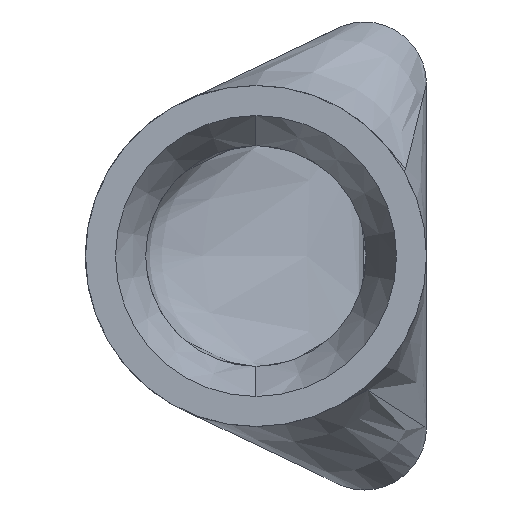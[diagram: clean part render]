
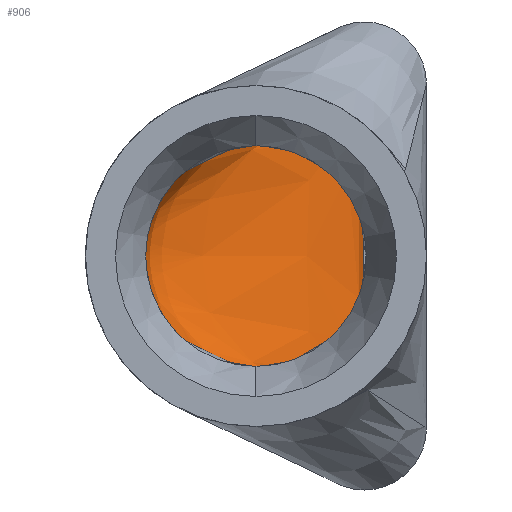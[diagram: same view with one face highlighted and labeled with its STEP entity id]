
A CAD part, left-side view. The second image highlights one B-rep face of the part: STEP entity #906.
In plain terms, the highlighted free-form (B-spline) face has degree [3, 3] with [9, 4] control points.
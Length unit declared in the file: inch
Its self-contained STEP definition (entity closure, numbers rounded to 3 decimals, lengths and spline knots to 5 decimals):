
#17 = ORIENTED_EDGE ( 'NONE', *, *, #105, .T. ) ;
#32 = CARTESIAN_POINT ( 'NONE',  ( 1.17834, 0.48488, -0.16968 ) ) ;
#38 = CARTESIAN_POINT ( 'NONE',  ( 1.44, 0.1275, -0.31625 ) ) ;
#48 = CARTESIAN_POINT ( 'NONE',  ( 1.44, 0.1275, -0.345 ) ) ;
#52 = CARTESIAN_POINT ( 'NONE',  ( 1.44, 0.1275, 0.31625 ) ) ;
#58 = CARTESIAN_POINT ( 'NONE',  ( 1.44, 0.1275, 0.345 ) ) ;
#66 = CARTESIAN_POINT ( 'NONE',  ( 1.18221, 0.55313, -0.0808 ) ) ;
#105 = EDGE_CURVE ( 'NONE', #288, #1001, #776, .T. ) ;
#111 = CARTESIAN_POINT ( 'NONE',  ( 1.09, 0.55313, -0.0808 ) ) ;
#131 = CARTESIAN_POINT ( 'NONE',  ( 1.09, 0.48488, 0.16969 ) ) ;
#145 = CARTESIAN_POINT ( 'NONE',  ( 1.09, 0.48488, -0.16969 ) ) ;
#151 = CARTESIAN_POINT ( 'NONE',  ( 1.34605, 0.1275, 0. ) ) ;
#156 = CARTESIAN_POINT ( 'NONE',  ( 1.17883, 0.49742, -0.15916 ) ) ;
#166 = CARTESIAN_POINT ( 'NONE',  ( 1.17883, 0.49742, 0.15916 ) ) ;
#211 = VERTEX_POINT ( 'NONE', #565 ) ;
#213 = CARTESIAN_POINT ( 'NONE',  ( 1.09, 0.48488, -0.16969 ) ) ;
#248 = EDGE_CURVE ( 'NONE', #288, #1185, #657, .T. ) ;
#255 = CARTESIAN_POINT ( 'NONE',  ( 1.09, 0.48488, 0.16968 ) ) ;
#260 = CARTESIAN_POINT ( 'NONE',  ( 1.44, 0.1275, -0.14375 ) ) ;
#288 = VERTEX_POINT ( 'NONE', #131 ) ;
#305 = CARTESIAN_POINT ( 'NONE',  ( 1.35166, 0.1275, -0.345 ) ) ;
#316 = CARTESIAN_POINT ( 'NONE',  ( 1.44, 0.1275, 0.25875 ) ) ;
#324 = CARTESIAN_POINT ( 'NONE',  ( 1.17834, 0.48488, -0.16968 ) ) ;
#344 = CARTESIAN_POINT ( 'NONE',  ( 1.35117, 0.1275, -0.31625 ) ) ;
#352 = CARTESIAN_POINT ( 'NONE',  ( 1.09, 0.49742, -0.15916 ) ) ;
#421 = CARTESIAN_POINT ( 'NONE',  ( 1.18395, 0.57128, 0.00001 ) ) ;
#432 = CARTESIAN_POINT ( 'NONE',  ( 1.09, 0.55314, 0.08078 ) ) ;
#457 = CARTESIAN_POINT ( 'NONE',  ( 1.44, 0.1275, 0.345 ) ) ;
#501 = CARTESIAN_POINT ( 'NONE',  ( 1.44, 0.1275, 0. ) ) ;
#513 = CARTESIAN_POINT ( 'NONE',  ( 1.17981, 0.51984, -0.13553 ) ) ;
#530 = CARTESIAN_POINT ( 'NONE',  ( 1.44, 0.1275, 0.14375 ) ) ;
#535 = ORIENTED_EDGE ( 'NONE', *, *, #885, .T. ) ;
#565 = CARTESIAN_POINT ( 'NONE',  ( 1.44, 0.1275, -0.345 ) ) ;
#568 = CARTESIAN_POINT ( 'NONE',  ( 1.09, 0.57128, 0.00001 ) ) ;
#570 = CARTESIAN_POINT ( 'NONE',  ( 1.09, 0.48488, 0.16969 ) ) ;
#574 = CARTESIAN_POINT ( 'NONE',  ( 1.09, 0.51984, -0.13553 ) ) ;
#602 = CARTESIAN_POINT ( 'NONE',  ( 1.18221, 0.55314, 0.08078 ) ) ;
#615 = CARTESIAN_POINT ( 'NONE',  ( 1.35166, 0.1275, 0.345 ) ) ;
#622 = CARTESIAN_POINT ( 'NONE',  ( 1.44, 0.1275, 0.25875 ) ) ;
#657 = B_SPLINE_CURVE_WITH_KNOTS ( 'NONE', 3,
 ( #570, #947, #1016, #457 ),
 .UNSPECIFIED., .F., .F.,
 ( 4, 4 ),
 ( 0., 1. ),
 .UNSPECIFIED. ) ;
#660 = CARTESIAN_POINT ( 'NONE',  ( 1.09, 0.55314, 0.08078 ) ) ;
#663 = CARTESIAN_POINT ( 'NONE',  ( 1.44, 0.1275, -0.14375 ) ) ;
#665 = EDGE_LOOP ( 'NONE', ( #17, #801, #535, #853 ) ) ;
#676 = FACE_OUTER_BOUND ( 'NONE', #665, .T. ) ;
#689 = CARTESIAN_POINT ( 'NONE',  ( 1.35166, 0.1275, -0.345 ) ) ;
#694 = CARTESIAN_POINT ( 'NONE',  ( 1.34779, 0.1275, -0.14375 ) ) ;
#712 = CARTESIAN_POINT ( 'NONE',  ( 1.09, 0.57128, 0.00001 ) ) ;
#719 = CARTESIAN_POINT ( 'NONE',  ( 1.09, 0.51984, 0.13554 ) ) ;
#723 = B_SPLINE_CURVE_WITH_KNOTS ( 'NONE', 3,
 ( #869, #32, #305, #971 ),
 .UNSPECIFIED., .F., .F.,
 ( 4, 4 ),
 ( 0., 1. ),
 .UNSPECIFIED. ) ;
#776 = B_SPLINE_CURVE_WITH_KNOTS ( 'NONE', 3,
 ( #1050, #1033, #861, #660, #568, #111, #574, #1039, #213 ),
 .UNSPECIFIED., .F., .F.,
 ( 4, 1, 1, 1, 1, 1, 4 ),
 ( 0., 0.125, 0.25, 0.5, 0.75, 0.875, 1. ),
 .UNSPECIFIED. ) ;
#785 = CARTESIAN_POINT ( 'NONE',  ( 1.44, 0.1275, 0.31625 ) ) ;
#790 = EDGE_CURVE ( 'NONE', #1001, #211, #723, .T. ) ;
#801 = ORIENTED_EDGE ( 'NONE', *, *, #790, .T. ) ;
#807 = CARTESIAN_POINT ( 'NONE',  ( 1.35019, 0.1275, -0.25875 ) ) ;
#811 = CARTESIAN_POINT ( 'NONE',  ( 1.44, 0.1275, -0.345 ) ) ;
#853 = ORIENTED_EDGE ( 'NONE', *, *, #248, .F. ) ;
#861 = CARTESIAN_POINT ( 'NONE',  ( 1.09, 0.51984, 0.13554 ) ) ;
#869 = CARTESIAN_POINT ( 'NONE',  ( 1.09, 0.48488, -0.16969 ) ) ;
#883 = CARTESIAN_POINT ( 'NONE',  ( 1.09, 0.51984, -0.13553 ) ) ;
#885 = EDGE_CURVE ( 'NONE', #211, #1185, #901, .T. ) ;
#890 = CARTESIAN_POINT ( 'NONE',  ( 1.09, 0.55313, -0.0808 ) ) ;
#901 = B_SPLINE_CURVE_WITH_KNOTS ( 'NONE', 3,
 ( #48, #38, #1057, #663, #501, #1155, #316, #785, #1040 ),
 .UNSPECIFIED., .F., .F.,
 ( 4, 1, 1, 1, 1, 1, 4 ),
 ( 0., 0.125, 0.25, 0.5, 0.75, 0.875, 1. ),
 .UNSPECIFIED. ) ;
#906 = ADVANCED_FACE ( 'NONE', ( #676 ), #1002, .F. ) ;
#909 = CARTESIAN_POINT ( 'NONE',  ( 1.17834, 0.48488, 0.16968 ) ) ;
#947 = CARTESIAN_POINT ( 'NONE',  ( 1.17834, 0.48488, 0.16968 ) ) ;
#971 = CARTESIAN_POINT ( 'NONE',  ( 1.44, 0.1275, -0.345 ) ) ;
#979 = CARTESIAN_POINT ( 'NONE',  ( 1.44, 0.1275, 0.345 ) ) ;
#981 = CARTESIAN_POINT ( 'NONE',  ( 1.44, 0.1275, 0. ) ) ;
#1001 = VERTEX_POINT ( 'NONE', #145 ) ;
#1002 = B_SPLINE_SURFACE_WITH_KNOTS ( 'NONE', 3, 3, ( 
 ( #1051, #324, #689, #811 ),
 ( #352, #156, #344, #1003 ),
 ( #883, #513, #807, #1187 ),
 ( #890, #66, #694, #260 ),
 ( #712, #421, #151, #981 ),
 ( #432, #602, #1167, #530 ),
 ( #719, #1092, #1072, #622 ),
 ( #1087, #166, #1181, #52 ),
 ( #255, #909, #615, #58 ) ),
 .UNSPECIFIED., .F., .F., .F.,
 ( 4, 1, 1, 1, 1, 1, 4 ),
 ( 4, 4 ),
 ( 0., 0.125, 0.25, 0.5, 0.75, 0.875, 1. ),
 ( 0., 1. ),
 .UNSPECIFIED. ) ;
#1003 = CARTESIAN_POINT ( 'NONE',  ( 1.44, 0.1275, -0.31625 ) ) ;
#1016 = CARTESIAN_POINT ( 'NONE',  ( 1.35166, 0.1275, 0.345 ) ) ;
#1033 = CARTESIAN_POINT ( 'NONE',  ( 1.09, 0.49742, 0.15916 ) ) ;
#1039 = CARTESIAN_POINT ( 'NONE',  ( 1.09, 0.49742, -0.15916 ) ) ;
#1040 = CARTESIAN_POINT ( 'NONE',  ( 1.44, 0.1275, 0.345 ) ) ;
#1050 = CARTESIAN_POINT ( 'NONE',  ( 1.09, 0.48488, 0.16969 ) ) ;
#1051 = CARTESIAN_POINT ( 'NONE',  ( 1.09, 0.48488, -0.16968 ) ) ;
#1057 = CARTESIAN_POINT ( 'NONE',  ( 1.44, 0.1275, -0.25875 ) ) ;
#1072 = CARTESIAN_POINT ( 'NONE',  ( 1.35019, 0.1275, 0.25875 ) ) ;
#1087 = CARTESIAN_POINT ( 'NONE',  ( 1.09, 0.49742, 0.15916 ) ) ;
#1092 = CARTESIAN_POINT ( 'NONE',  ( 1.17981, 0.51984, 0.13554 ) ) ;
#1155 = CARTESIAN_POINT ( 'NONE',  ( 1.44, 0.1275, 0.14375 ) ) ;
#1167 = CARTESIAN_POINT ( 'NONE',  ( 1.34779, 0.1275, 0.14375 ) ) ;
#1181 = CARTESIAN_POINT ( 'NONE',  ( 1.35117, 0.1275, 0.31625 ) ) ;
#1185 = VERTEX_POINT ( 'NONE', #979 ) ;
#1187 = CARTESIAN_POINT ( 'NONE',  ( 1.44, 0.1275, -0.25875 ) ) ;
